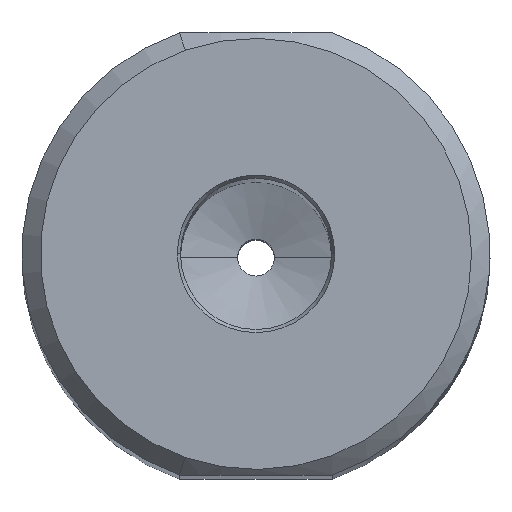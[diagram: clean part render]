
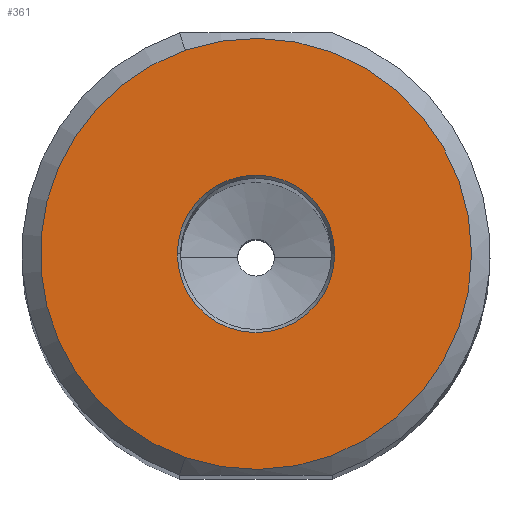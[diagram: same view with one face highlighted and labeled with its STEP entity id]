
A CAD part, top view. The second image highlights one B-rep face of the part: STEP entity #361.
In plain terms, the highlighted planar face has unit normal (0, 0, 1).
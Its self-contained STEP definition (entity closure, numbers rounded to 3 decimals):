
#361=ADVANCED_FACE('',(#432,#433),#400,.T.);
#400=PLANE('',#1284);
#432=FACE_BOUND('',#477,.T.);
#433=FACE_BOUND('',#478,.T.);
#477=EDGE_LOOP('',(#669,#670));
#478=EDGE_LOOP('',(#671,#672));
#669=ORIENTED_EDGE('',*,*,#999,.F.);
#670=ORIENTED_EDGE('',*,*,#995,.T.);
#671=ORIENTED_EDGE('',*,*,#1000,.T.);
#672=ORIENTED_EDGE('',*,*,#1001,.T.);
#872=VERTEX_POINT('',#2298);
#873=VERTEX_POINT('',#2300);
#874=VERTEX_POINT('',#2348);
#875=VERTEX_POINT('',#2349);
#995=EDGE_CURVE('',#873,#872,#1110,.T.);
#999=EDGE_CURVE('',#873,#872,#1111,.T.);
#1000=EDGE_CURVE('',#874,#875,#1112,.T.);
#1001=EDGE_CURVE('',#875,#874,#1113,.T.);
#1110=CIRCLE('',#1278,11.7);
#1111=CIRCLE('',#1280,11.7);
#1112=CIRCLE('',#1282,4.273);
#1113=CIRCLE('',#1283,4.273);
#1278=AXIS2_PLACEMENT_3D('',#2299,#1531,#1532);
#1280=AXIS2_PLACEMENT_3D('',#2345,#1536,#1537);
#1282=AXIS2_PLACEMENT_3D('',#2347,#1540,#1541);
#1283=AXIS2_PLACEMENT_3D('',#2350,#1542,#1543);
#1284=AXIS2_PLACEMENT_3D('',#2351,#1544,#1545);
#1531=DIRECTION('',(0.,0.,1.));
#1532=DIRECTION('',(-0.327,0.945,0.));
#1536=DIRECTION('',(0.,0.,-1.));
#1537=DIRECTION('',(-0.327,0.945,0.));
#1540=DIRECTION('',(0.,0.,-1.));
#1541=DIRECTION('',(-1.,0.,0.));
#1542=DIRECTION('',(0.,0.,-1.));
#1543=DIRECTION('',(1.,0.,0.));
#1544=DIRECTION('',(0.,0.,1.));
#1545=DIRECTION('',(1.,0.,0.));
#2298=CARTESIAN_POINT('',(-3.831,-11.055,0.));
#2299=CARTESIAN_POINT('',(0.,0.,0.));
#2300=CARTESIAN_POINT('',(-3.831,11.055,0.));
#2345=CARTESIAN_POINT('',(0.,0.,0.));
#2347=CARTESIAN_POINT('',(0.,0.,0.));
#2348=CARTESIAN_POINT('',(-4.273,0.,0.));
#2349=CARTESIAN_POINT('',(4.273,0.,0.));
#2350=CARTESIAN_POINT('',(0.,0.,0.));
#2351=CARTESIAN_POINT('',(0.,0.,0.));
